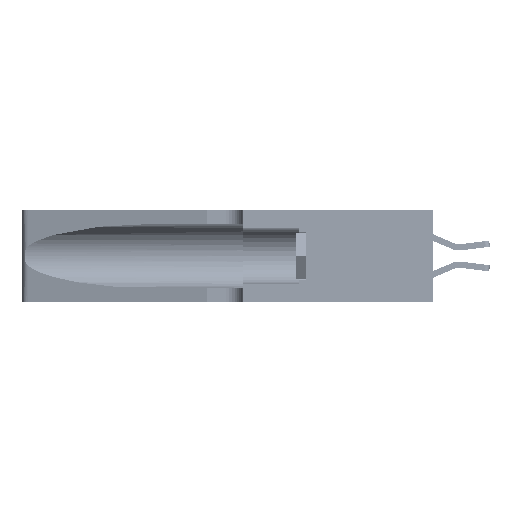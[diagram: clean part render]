
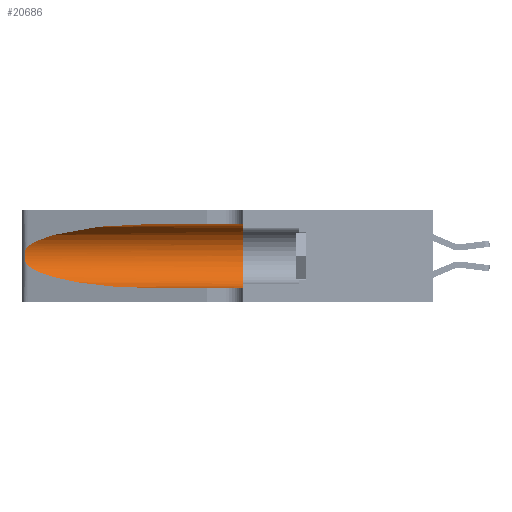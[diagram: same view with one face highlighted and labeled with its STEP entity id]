
A CAD part, left-side view. The second image highlights one B-rep face of the part: STEP entity #20686.
In plain terms, the highlighted cylindrical face has radius 3.308 mm (diameter 6.617 mm), a partial arc.
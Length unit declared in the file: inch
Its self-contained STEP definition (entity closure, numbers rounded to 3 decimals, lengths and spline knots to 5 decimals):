
#419 = CARTESIAN_POINT ( 'NONE',  ( 0.18966, 0.96281, 0.05475 ) ) ;
#494 = CARTESIAN_POINT ( 'NONE',  ( 0.25787, 1.23484, 0.2124 ) ) ;
#1057 = CARTESIAN_POINT ( 'NONE',  ( 0.18966, 0.96281, 0.31525 ) ) ;
#1863 = EDGE_CURVE ( 'NONE', #9458, #20701, #5470, .T. ) ;
#1993 =( BOUNDED_CURVE ( )  B_SPLINE_CURVE ( 3, ( #39429, #14625, #419, #25296 ),
 .UNSPECIFIED., .F., .F. ) 
 B_SPLINE_CURVE_WITH_KNOTS ( ( 4, 4 ),
 ( 3.44316, 4.71239 ),
 .UNSPECIFIED. ) 
 CURVE ( )  GEOMETRIC_REPRESENTATION_ITEM ( )  RATIONAL_B_SPLINE_CURVE ( ( 1., 0.87, 0.87, 1. ) ) 
 REPRESENTATION_ITEM ( '' )  );
#3729 = CARTESIAN_POINT ( 'NONE',  ( 0.1305, 1.61858, 0.05475 ) ) ;
#4080 = CARTESIAN_POINT ( 'NONE',  ( 0.26018, 1.23835, 0.19895 ) ) ;
#5300 = EDGE_CURVE ( 'NONE', #23896, #26314, #10284, .T. ) ;
#5318 = CARTESIAN_POINT ( 'NONE',  ( 0.1305, 0.72297, 0.05475 ) ) ;
#5470 = LINE ( 'NONE', #16204, #13835 ) ;
#7373 = AXIS2_PLACEMENT_3D ( 'NONE', #8631, #19350, #26446 ) ;
#7698 = CARTESIAN_POINT ( 'NONE',  ( 0.26075, 1.23896, 0.178 ) ) ;
#8631 = CARTESIAN_POINT ( 'NONE',  ( 0.1305, 1.61858, 0.185 ) ) ;
#9458 = VERTEX_POINT ( 'NONE', #15574 ) ;
#10284 = B_SPLINE_CURVE_WITH_KNOTS ( 'NONE', 3,
 ( #21851, #14705, #32350, #494, #25371, #4080, #28971, #7698, #32510, #11262, #36070, #14856, #39661, #18432 ),
 .UNSPECIFIED., .F., .F.,
 ( 4, 2, 2, 2, 2, 2, 4 ),
 ( 0., 0.00027, 0.00053, 0.00107, 0.0016, 0.00187, 0.00214 ),
 .UNSPECIFIED. ) ;
#10399 = FACE_OUTER_BOUND ( 'NONE', #21438, .T. ) ;
#11195 = EDGE_CURVE ( 'NONE', #26314, #13637, #1993, .T. ) ;
#11262 = CARTESIAN_POINT ( 'NONE',  ( 0.25856, 1.23593, 0.16098 ) ) ;
#11837 = CARTESIAN_POINT ( 'NONE',  ( 0.25487, 1.22718, 0.22369 ) ) ;
#12294 = LINE ( 'NONE', #3729, #22845 ) ;
#12849 = ORIENTED_EDGE ( 'NONE', *, *, #1863, .F. ) ;
#13637 = VERTEX_POINT ( 'NONE', #5318 ) ;
#13835 = VECTOR ( 'NONE', #37577, 39.37008 ) ;
#14625 = CARTESIAN_POINT ( 'NONE',  ( 0.2373, 1.15595, 0.08982 ) ) ;
#14705 = CARTESIAN_POINT ( 'NONE',  ( 0.25555, 1.22994, 0.2215 ) ) ;
#14834 = VERTEX_POINT ( 'NONE', #15845 ) ;
#14856 = CARTESIAN_POINT ( 'NONE',  ( 0.25639, 1.23186, 0.15144 ) ) ;
#15574 = CARTESIAN_POINT ( 'NONE',  ( 0.1305, 0.72297, 0.31525 ) ) ;
#15845 = CARTESIAN_POINT ( 'NONE',  ( 0.1305, 0.35, 0.05475 ) ) ;
#16204 = CARTESIAN_POINT ( 'NONE',  ( 0.1305, 1.61858, 0.31525 ) ) ;
#17442 = CARTESIAN_POINT ( 'NONE',  ( 0.25487, 1.22718, 0.22369 ) ) ;
#17706 = CARTESIAN_POINT ( 'NONE',  ( 0.1305, 0.35, 0.185 ) ) ;
#17921 = EDGE_CURVE ( 'NONE', #13637, #14834, #12294, .T. ) ;
#18432 = CARTESIAN_POINT ( 'NONE',  ( 0.25487, 1.22718, 0.14631 ) ) ;
#18759 = CYLINDRICAL_SURFACE ( 'NONE', #7373, 0.13025 ) ;
#19350 = DIRECTION ( 'NONE',  ( 0., -1., 0. ) ) ;
#20686 = ADVANCED_FACE ( 'NONE', ( #10399 ), #18759, .F. ) ;
#20701 = VERTEX_POINT ( 'NONE', #30041 ) ;
#21291 = DIRECTION ( 'NONE',  ( 0., 0., 1. ) ) ;
#21438 = EDGE_LOOP ( 'NONE', ( #21469, #22072, #24659, #36670, #25420, #12849 ) ) ;
#21469 = ORIENTED_EDGE ( 'NONE', *, *, #40885, .T. ) ;
#21851 = CARTESIAN_POINT ( 'NONE',  ( 0.25487, 1.22718, 0.22369 ) ) ;
#22072 = ORIENTED_EDGE ( 'NONE', *, *, #5300, .T. ) ;
#22845 = VECTOR ( 'NONE', #28617, 39.37008 ) ;
#23896 = VERTEX_POINT ( 'NONE', #17442 ) ;
#24659 = ORIENTED_EDGE ( 'NONE', *, *, #11195, .T. ) ;
#25296 = CARTESIAN_POINT ( 'NONE',  ( 0.1305, 0.72297, 0.05475 ) ) ;
#25371 = CARTESIAN_POINT ( 'NONE',  ( 0.25854, 1.2359, 0.20912 ) ) ;
#25420 = ORIENTED_EDGE ( 'NONE', *, *, #28250, .F. ) ;
#26314 = VERTEX_POINT ( 'NONE', #43666 ) ;
#26446 = DIRECTION ( 'NONE',  ( 0., 0., -1. ) ) ;
#28250 = EDGE_CURVE ( 'NONE', #20701, #14834, #28825, .T. ) ;
#28617 = DIRECTION ( 'NONE',  ( 0., -1., 0. ) ) ;
#28825 = CIRCLE ( 'NONE', #37034, 0.13025 ) ;
#28971 = CARTESIAN_POINT ( 'NONE',  ( 0.26075, 1.23896, 0.19203 ) ) ;
#29505 = CARTESIAN_POINT ( 'NONE',  ( 0.1305, 0.72297, 0.31525 ) ) ;
#30041 = CARTESIAN_POINT ( 'NONE',  ( 0.1305, 0.35, 0.31525 ) ) ;
#32350 = CARTESIAN_POINT ( 'NONE',  ( 0.25639, 1.23184, 0.21858 ) ) ;
#32510 = CARTESIAN_POINT ( 'NONE',  ( 0.26017, 1.23833, 0.17102 ) ) ;
#33035 =( BOUNDED_CURVE ( )  B_SPLINE_CURVE ( 3, ( #29505, #1057, #33063, #11837 ),
 .UNSPECIFIED., .F., .T. ) 
 B_SPLINE_CURVE_WITH_KNOTS ( ( 4, 4 ),
 ( 1.5708, 2.84003 ),
 .UNSPECIFIED. ) 
 CURVE ( )  GEOMETRIC_REPRESENTATION_ITEM ( )  RATIONAL_B_SPLINE_CURVE ( ( 1., 0.87, 0.87, 1. ) ) 
 REPRESENTATION_ITEM ( '' )  );
#33063 = CARTESIAN_POINT ( 'NONE',  ( 0.2373, 1.15595, 0.28018 ) ) ;
#36070 = CARTESIAN_POINT ( 'NONE',  ( 0.25789, 1.23486, 0.15765 ) ) ;
#36670 = ORIENTED_EDGE ( 'NONE', *, *, #17921, .T. ) ;
#37034 = AXIS2_PLACEMENT_3D ( 'NONE', #17706, #42478, #21291 ) ;
#37577 = DIRECTION ( 'NONE',  ( 0., -1., 0. ) ) ;
#39429 = CARTESIAN_POINT ( 'NONE',  ( 0.25487, 1.22718, 0.14631 ) ) ;
#39661 = CARTESIAN_POINT ( 'NONE',  ( 0.25555, 1.22993, 0.14849 ) ) ;
#40885 = EDGE_CURVE ( 'NONE', #9458, #23896, #33035, .T. ) ;
#42478 = DIRECTION ( 'NONE',  ( 0., 1., 0. ) ) ;
#43666 = CARTESIAN_POINT ( 'NONE',  ( 0.25487, 1.22718, 0.14631 ) ) ;
